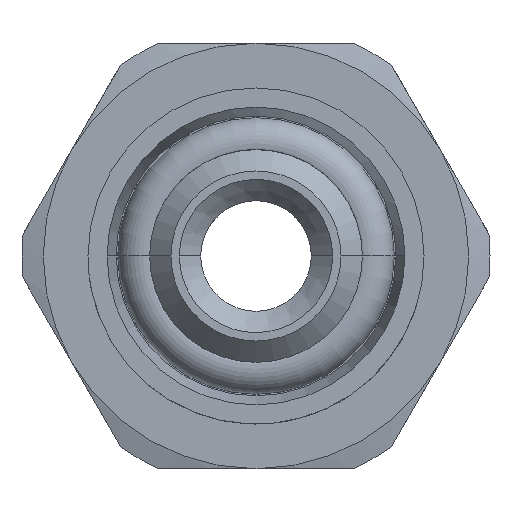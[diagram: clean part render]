
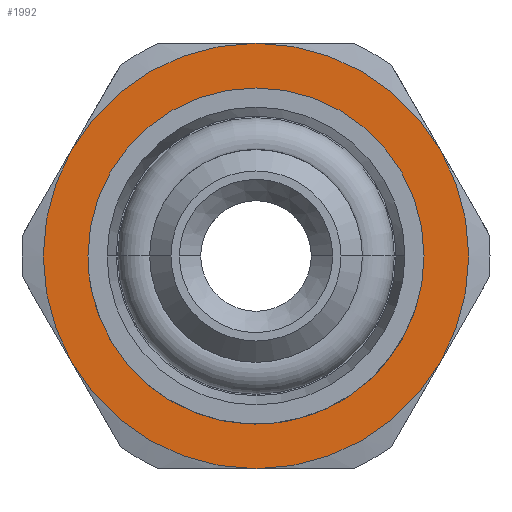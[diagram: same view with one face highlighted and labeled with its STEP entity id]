
A CAD part, front view. The second image highlights one B-rep face of the part: STEP entity #1992.
In plain terms, the highlighted planar face has unit normal (0, -1, 0).
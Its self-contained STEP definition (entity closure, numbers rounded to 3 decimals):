
#231=CARTESIAN_POINT('Vertex',(-4.33,0.8,2.5)) ;
#1848=CARTESIAN_POINT('Vertex',(3.95,0.8,0.)) ;
#1855=CARTESIAN_POINT('Vertex',(-3.95,0.8,0.)) ;
#1858=CARTESIAN_POINT('Axis2P3D Location',(0.,0.8,0.)) ;
#1875=CARTESIAN_POINT('Axis2P3D Location',(0.,0.8,0.)) ;
#1935=CARTESIAN_POINT('Axis2P3D Location',(0.,0.8,0.)) ;
#1940=CARTESIAN_POINT('Axis2P3D Location',(0.,0.8,0.)) ;
#1944=CARTESIAN_POINT('Vertex',(-4.33,0.8,-2.5)) ;
#1947=CARTESIAN_POINT('Axis2P3D Location',(0.,0.8,0.)) ;
#1951=CARTESIAN_POINT('Vertex',(0.,0.8,-5.)) ;
#1954=CARTESIAN_POINT('Axis2P3D Location',(0.,0.8,0.)) ;
#1958=CARTESIAN_POINT('Vertex',(4.33,0.8,-2.5)) ;
#1961=CARTESIAN_POINT('Axis2P3D Location',(0.,0.8,0.)) ;
#1965=CARTESIAN_POINT('Vertex',(4.33,0.8,2.5)) ;
#1968=CARTESIAN_POINT('Axis2P3D Location',(0.,0.8,0.)) ;
#1972=CARTESIAN_POINT('Vertex',(0.,0.8,5.)) ;
#1975=CARTESIAN_POINT('Axis2P3D Location',(0.,0.8,0.)) ;
#1859=DIRECTION('Axis2P3D Direction',(0.,-1.,0.)) ;
#1876=DIRECTION('Axis2P3D Direction',(0.,-1.,0.)) ;
#1936=DIRECTION('Axis2P3D Direction',(0.,-1.,0.)) ;
#1937=DIRECTION('Axis2P3D XDirection',(0.,0.,1.)) ;
#1941=DIRECTION('Axis2P3D Direction',(0.,-1.,0.)) ;
#1948=DIRECTION('Axis2P3D Direction',(0.,-1.,0.)) ;
#1955=DIRECTION('Axis2P3D Direction',(0.,-1.,0.)) ;
#1962=DIRECTION('Axis2P3D Direction',(0.,-1.,0.)) ;
#1969=DIRECTION('Axis2P3D Direction',(0.,-1.,0.)) ;
#1976=DIRECTION('Axis2P3D Direction',(0.,-1.,0.)) ;
#1860=AXIS2_PLACEMENT_3D('Circle Axis2P3D',#1858,#1859,$) ;
#1877=AXIS2_PLACEMENT_3D('Circle Axis2P3D',#1875,#1876,$) ;
#1938=AXIS2_PLACEMENT_3D('Plane Axis2P3D',#1935,#1936,#1937) ;
#1942=AXIS2_PLACEMENT_3D('Circle Axis2P3D',#1940,#1941,$) ;
#1949=AXIS2_PLACEMENT_3D('Circle Axis2P3D',#1947,#1948,$) ;
#1956=AXIS2_PLACEMENT_3D('Circle Axis2P3D',#1954,#1955,$) ;
#1963=AXIS2_PLACEMENT_3D('Circle Axis2P3D',#1961,#1962,$) ;
#1970=AXIS2_PLACEMENT_3D('Circle Axis2P3D',#1968,#1969,$) ;
#1977=AXIS2_PLACEMENT_3D('Circle Axis2P3D',#1975,#1976,$) ;
#1981=ORIENTED_EDGE('',*,*,#1946,.T.) ;
#1982=ORIENTED_EDGE('',*,*,#1953,.T.) ;
#1983=ORIENTED_EDGE('',*,*,#1960,.T.) ;
#1984=ORIENTED_EDGE('',*,*,#1967,.T.) ;
#1985=ORIENTED_EDGE('',*,*,#1974,.T.) ;
#1986=ORIENTED_EDGE('',*,*,#1979,.T.) ;
#1989=ORIENTED_EDGE('',*,*,#1879,.F.) ;
#1990=ORIENTED_EDGE('',*,*,#1862,.F.) ;
#1991=FACE_BOUND('',#1988,.T.) ;
#1992=ADVANCED_FACE('MANIFOLD_SOLID_BREP #2281',(#1987,#1991),#1939,.T.) ;
#1861=CIRCLE('generated circle',#1860,3.95) ;
#1878=CIRCLE('generated circle',#1877,3.95) ;
#1943=CIRCLE('generated circle',#1942,5.) ;
#1950=CIRCLE('generated circle',#1949,5.) ;
#1957=CIRCLE('generated circle',#1956,5.) ;
#1964=CIRCLE('generated circle',#1963,5.) ;
#1971=CIRCLE('generated circle',#1970,5.) ;
#1978=CIRCLE('generated circle',#1977,5.) ;
#1862=EDGE_CURVE('',#1856,#1849,#1861,.T.) ;
#1879=EDGE_CURVE('',#1849,#1856,#1878,.T.) ;
#1946=EDGE_CURVE('',#232,#1945,#1943,.T.) ;
#1953=EDGE_CURVE('',#1945,#1952,#1950,.T.) ;
#1960=EDGE_CURVE('',#1952,#1959,#1957,.T.) ;
#1967=EDGE_CURVE('',#1959,#1966,#1964,.T.) ;
#1974=EDGE_CURVE('',#1966,#1973,#1971,.T.) ;
#1979=EDGE_CURVE('',#1973,#232,#1978,.T.) ;
#1980=EDGE_LOOP('',(#1981,#1982,#1983,#1984,#1985,#1986)) ;
#1988=EDGE_LOOP('',(#1989,#1990)) ;
#1987=FACE_OUTER_BOUND('',#1980,.T.) ;
#1939=PLANE('',#1938) ;
#232=VERTEX_POINT('',#231) ;
#1849=VERTEX_POINT('',#1848) ;
#1856=VERTEX_POINT('',#1855) ;
#1945=VERTEX_POINT('',#1944) ;
#1952=VERTEX_POINT('',#1951) ;
#1959=VERTEX_POINT('',#1958) ;
#1966=VERTEX_POINT('',#1965) ;
#1973=VERTEX_POINT('',#1972) ;
